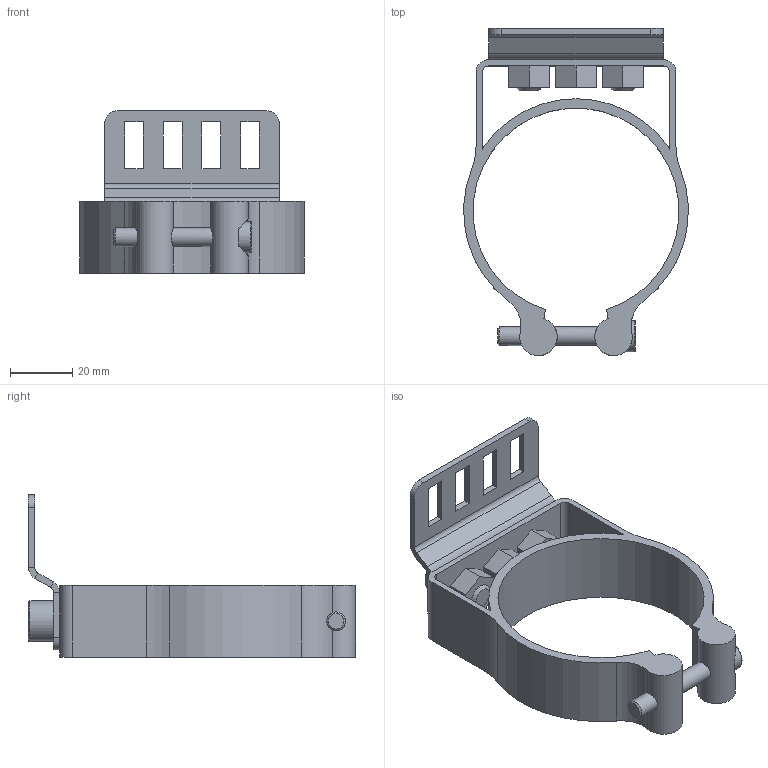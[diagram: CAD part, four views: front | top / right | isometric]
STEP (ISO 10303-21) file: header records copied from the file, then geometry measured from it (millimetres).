
FILE_DESCRIPTION(/* description */ ('Norm.ipt Template'),/* implementation_level */ '2;1');
FILE_NAME(/* name */ 'MT_BGR00100328.stp',/* time_stamp */ '2024-09-17T15:01:16+02:00',/* author */ ('michael.schutter'),/* organization */ (''),/* preprocessor_version */ 'ST-DEVELOPER v19.2',/* originating_system */ 'Autodesk Inventor 2023',/* authorisation */ '');
FILE_SCHEMA (('AUTOMOTIVE_DESIGN { 1 0 10303 214 3 1 1 }'));
Length unit declared in the file: millimetre
Products named in the file (1): MT_WST00100961 Schelle_DUMMY
Bounding box: 71.9 x 104.73 x 51.98 mm (x, y, z)
Volume: 35342.3 mm3; surface area: 24551.1 mm2
Topology: 1 solids, 3 shells, 140 faces, 346 edges, 224 vertices
Faces by surface type: plane 98, cylinder 36, torus 3, cone 3
Full cylindrical faces by diameter (mm): 6 x2, 6.647 x1, 8 x4, 9 x3, 10 x1, 13 x2
Entity records: 4460 total; most frequent: CARTESIAN_POINT 853, DIRECTION 701, ORIENTED_EDGE 692, EDGE_CURVE 346, LINE 255, VECTOR 255, VERTEX_POINT 224, AXIS2_PLACEMENT_3D 223
